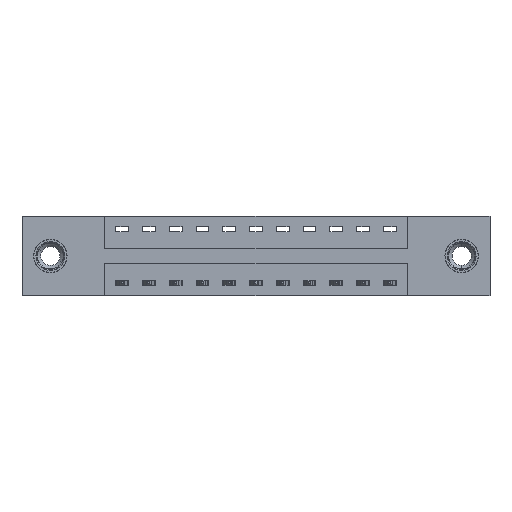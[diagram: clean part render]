
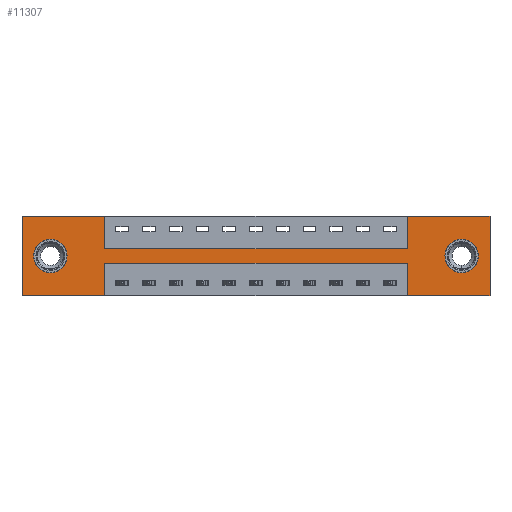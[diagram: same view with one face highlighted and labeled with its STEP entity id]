
A CAD part, front view. The second image highlights one B-rep face of the part: STEP entity #11307.
In plain terms, the highlighted planar face has unit normal (0, -1, 0).
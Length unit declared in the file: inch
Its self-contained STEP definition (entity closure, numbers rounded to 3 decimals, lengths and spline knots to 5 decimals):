
#86 = CARTESIAN_POINT ( 'NONE',  ( 0.3875, 0., 0. ) ) ;
#212 = VERTEX_POINT ( 'NONE', #11013 ) ;
#326 = VERTEX_POINT ( 'NONE', #4597 ) ;
#367 = CARTESIAN_POINT ( 'NONE',  ( 2.185, 0., 0. ) ) ;
#372 = CIRCLE ( 'NONE', #9696, 0.078 ) ;
#422 = DIRECTION ( 'NONE',  ( 0., -1., 0. ) ) ;
#424 = VERTEX_POINT ( 'NONE', #3768 ) ;
#468 = AXIS2_PLACEMENT_3D ( 'NONE', #9254, #1835, #4582 ) ;
#511 = VERTEX_POINT ( 'NONE', #7759 ) ;
#667 = ORIENTED_EDGE ( 'NONE', *, *, #8179, .F. ) ;
#698 = DIRECTION ( 'NONE',  ( 0., 0., -1. ) ) ;
#776 = ORIENTED_EDGE ( 'NONE', *, *, #1582, .T. ) ;
#909 = CARTESIAN_POINT ( 'NONE',  ( 1.7975, 0., -0.15 ) ) ;
#952 = ORIENTED_EDGE ( 'NONE', *, *, #2301, .F. ) ;
#1073 = ORIENTED_EDGE ( 'NONE', *, *, #5795, .T. ) ;
#1139 = ORIENTED_EDGE ( 'NONE', *, *, #10353, .F. ) ;
#1175 = CARTESIAN_POINT ( 'NONE',  ( 2.0525, 0., -0.185 ) ) ;
#1357 = CARTESIAN_POINT ( 'NONE',  ( 2.0525, 0., -0.185 ) ) ;
#1367 = DIRECTION ( 'NONE',  ( 0., 0., -1. ) ) ;
#1368 = CARTESIAN_POINT ( 'NONE',  ( 1.7975, 0., 0. ) ) ;
#1405 = EDGE_CURVE ( 'NONE', #7599, #4365, #5232, .T. ) ;
#1418 = DIRECTION ( 'NONE',  ( -1., 0., 0. ) ) ;
#1453 = CARTESIAN_POINT ( 'NONE',  ( 0.3875, 0., -0.22 ) ) ;
#1582 = EDGE_CURVE ( 'NONE', #511, #4257, #4922, .T. ) ;
#1736 = EDGE_CURVE ( 'NONE', #10826, #7403, #5219, .T. ) ;
#1835 = DIRECTION ( 'NONE',  ( 0., 1., 0. ) ) ;
#1848 = LINE ( 'NONE', #9853, #8483 ) ;
#2047 = EDGE_LOOP ( 'NONE', ( #5888, #8734, #4820, #8989, #952, #1139, #7845, #2807, #667, #4807, #6967, #11927 ) ) ;
#2182 = LINE ( 'NONE', #9208, #7082 ) ;
#2301 = EDGE_CURVE ( 'NONE', #326, #212, #7427, .T. ) ;
#2358 = VERTEX_POINT ( 'NONE', #4011 ) ;
#2600 = EDGE_CURVE ( 'NONE', #8384, #2772, #11980, .T. ) ;
#2665 = VERTEX_POINT ( 'NONE', #10215 ) ;
#2704 = CARTESIAN_POINT ( 'NONE',  ( 0.3875, 0., -0.22 ) ) ;
#2709 = CARTESIAN_POINT ( 'NONE',  ( 0.1325, 0., -0.185 ) ) ;
#2772 = VERTEX_POINT ( 'NONE', #909 ) ;
#2807 = ORIENTED_EDGE ( 'NONE', *, *, #2600, .F. ) ;
#2842 = CARTESIAN_POINT ( 'NONE',  ( 0., 0., 0. ) ) ;
#2891 = CARTESIAN_POINT ( 'NONE',  ( 0.3875, 0., -0.15 ) ) ;
#2995 = VECTOR ( 'NONE', #6899, 39.37008 ) ;
#3254 = DIRECTION ( 'NONE',  ( 0., 0., 1. ) ) ;
#3346 = DIRECTION ( 'NONE',  ( 0., 0., -1. ) ) ;
#3409 = VECTOR ( 'NONE', #8330, 39.37008 ) ;
#3567 = LINE ( 'NONE', #7014, #5918 ) ;
#3617 = EDGE_CURVE ( 'NONE', #2772, #2665, #7375, .T. ) ;
#3650 = CARTESIAN_POINT ( 'NONE',  ( 0.3875, 0., -0.15 ) ) ;
#3660 = DIRECTION ( 'NONE',  ( 0., 0., 1. ) ) ;
#3768 = CARTESIAN_POINT ( 'NONE',  ( 1.7975, 0., -0.37 ) ) ;
#4011 = CARTESIAN_POINT ( 'NONE',  ( 0.3875, 0., -0.37 ) ) ;
#4114 = VECTOR ( 'NONE', #7227, 39.37008 ) ;
#4124 = AXIS2_PLACEMENT_3D ( 'NONE', #1175, #7744, #7700 ) ;
#4256 = DIRECTION ( 'NONE',  ( 0., 1., 0. ) ) ;
#4257 = VERTEX_POINT ( 'NONE', #6261 ) ;
#4335 = ORIENTED_EDGE ( 'NONE', *, *, #8492, .T. ) ;
#4365 = VERTEX_POINT ( 'NONE', #2704 ) ;
#4582 = DIRECTION ( 'NONE',  ( 0., 0., 1. ) ) ;
#4597 = CARTESIAN_POINT ( 'NONE',  ( 2.185, 0., 0. ) ) ;
#4807 = ORIENTED_EDGE ( 'NONE', *, *, #7789, .F. ) ;
#4820 = ORIENTED_EDGE ( 'NONE', *, *, #10600, .F. ) ;
#4841 = VECTOR ( 'NONE', #3254, 39.37008 ) ;
#4896 = VECTOR ( 'NONE', #11722, 39.37008 ) ;
#4922 = CIRCLE ( 'NONE', #468, 0.078 ) ;
#4941 = FACE_OUTER_BOUND ( 'NONE', #2047, .T. ) ;
#5219 = LINE ( 'NONE', #6937, #2995 ) ;
#5232 = LINE ( 'NONE', #1453, #11554 ) ;
#5593 = CIRCLE ( 'NONE', #9652, 0.078 ) ;
#5767 = ORIENTED_EDGE ( 'NONE', *, *, #11579, .T. ) ;
#5795 = EDGE_CURVE ( 'NONE', #4257, #511, #5593, .T. ) ;
#5888 = ORIENTED_EDGE ( 'NONE', *, *, #7089, .F. ) ;
#5918 = VECTOR ( 'NONE', #1367, 39.37008 ) ;
#6147 = PLANE ( 'NONE',  #6943 ) ;
#6261 = CARTESIAN_POINT ( 'NONE',  ( 0.1325, 0., -0.107 ) ) ;
#6507 = EDGE_CURVE ( 'NONE', #2358, #10826, #8450, .T. ) ;
#6555 = CARTESIAN_POINT ( 'NONE',  ( 0., 0., -0.37 ) ) ;
#6647 = LINE ( 'NONE', #10109, #4114 ) ;
#6899 = DIRECTION ( 'NONE',  ( 0., 0., 1. ) ) ;
#6937 = CARTESIAN_POINT ( 'NONE',  ( 0., 0., 0. ) ) ;
#6943 = AXIS2_PLACEMENT_3D ( 'NONE', #11782, #422, #3346 ) ;
#6967 = ORIENTED_EDGE ( 'NONE', *, *, #1736, .F. ) ;
#6997 = CARTESIAN_POINT ( 'NONE',  ( 2.0525, 0., -0.107 ) ) ;
#7014 = CARTESIAN_POINT ( 'NONE',  ( 0.3875, 0., -0.37 ) ) ;
#7039 = CARTESIAN_POINT ( 'NONE',  ( 1.7975, 0., -0.22 ) ) ;
#7082 = VECTOR ( 'NONE', #698, 39.37008 ) ;
#7084 = EDGE_LOOP ( 'NONE', ( #4335, #5767 ) ) ;
#7089 = EDGE_CURVE ( 'NONE', #4365, #2358, #3567, .T. ) ;
#7102 = EDGE_CURVE ( 'NONE', #212, #424, #8001, .T. ) ;
#7227 = DIRECTION ( 'NONE',  ( 1., 0., 0. ) ) ;
#7375 = LINE ( 'NONE', #1368, #4841 ) ;
#7403 = VERTEX_POINT ( 'NONE', #10705 ) ;
#7427 = LINE ( 'NONE', #367, #4896 ) ;
#7599 = VERTEX_POINT ( 'NONE', #7039 ) ;
#7700 = DIRECTION ( 'NONE',  ( 0., 0., -1. ) ) ;
#7744 = DIRECTION ( 'NONE',  ( 0., 1., 0. ) ) ;
#7759 = CARTESIAN_POINT ( 'NONE',  ( 0.1325, 0., -0.263 ) ) ;
#7789 = EDGE_CURVE ( 'NONE', #7403, #10057, #6647, .T. ) ;
#7845 = ORIENTED_EDGE ( 'NONE', *, *, #3617, .F. ) ;
#7875 = VECTOR ( 'NONE', #7971, 39.37008 ) ;
#7971 = DIRECTION ( 'NONE',  ( -1., 0., 0. ) ) ;
#8001 = LINE ( 'NONE', #9805, #3409 ) ;
#8004 = CARTESIAN_POINT ( 'NONE',  ( 0., 0., -0.37 ) ) ;
#8006 = VECTOR ( 'NONE', #11031, 39.37008 ) ;
#8179 = EDGE_CURVE ( 'NONE', #10057, #8384, #2182, .T. ) ;
#8330 = DIRECTION ( 'NONE',  ( -1., 0., 0. ) ) ;
#8360 = VERTEX_POINT ( 'NONE', #12220 ) ;
#8384 = VERTEX_POINT ( 'NONE', #2891 ) ;
#8450 = LINE ( 'NONE', #8004, #7875 ) ;
#8461 = DIRECTION ( 'NONE',  ( 1., 0., 0. ) ) ;
#8483 = VECTOR ( 'NONE', #10857, 39.37008 ) ;
#8492 = EDGE_CURVE ( 'NONE', #11822, #8360, #9567, .T. ) ;
#8734 = ORIENTED_EDGE ( 'NONE', *, *, #1405, .F. ) ;
#8780 = LINE ( 'NONE', #2842, #10864 ) ;
#8989 = ORIENTED_EDGE ( 'NONE', *, *, #7102, .F. ) ;
#9208 = CARTESIAN_POINT ( 'NONE',  ( 0.3875, 0., 0. ) ) ;
#9215 = EDGE_LOOP ( 'NONE', ( #1073, #776 ) ) ;
#9217 = FACE_BOUND ( 'NONE', #9215, .T. ) ;
#9254 = CARTESIAN_POINT ( 'NONE',  ( 0.1325, 0., -0.185 ) ) ;
#9302 = DIRECTION ( 'NONE',  ( 0., 1., 0. ) ) ;
#9567 = CIRCLE ( 'NONE', #4124, 0.078 ) ;
#9652 = AXIS2_PLACEMENT_3D ( 'NONE', #2709, #9302, #3660 ) ;
#9696 = AXIS2_PLACEMENT_3D ( 'NONE', #1357, #4256, #10085 ) ;
#9805 = CARTESIAN_POINT ( 'NONE',  ( 0., 0., -0.37 ) ) ;
#9812 = FACE_BOUND ( 'NONE', #7084, .T. ) ;
#9853 = CARTESIAN_POINT ( 'NONE',  ( 1.7975, 0., -0.37 ) ) ;
#10057 = VERTEX_POINT ( 'NONE', #86 ) ;
#10085 = DIRECTION ( 'NONE',  ( 0., 0., -1. ) ) ;
#10109 = CARTESIAN_POINT ( 'NONE',  ( 0., 0., 0. ) ) ;
#10215 = CARTESIAN_POINT ( 'NONE',  ( 1.7975, 0., 0. ) ) ;
#10353 = EDGE_CURVE ( 'NONE', #2665, #326, #8780, .T. ) ;
#10600 = EDGE_CURVE ( 'NONE', #424, #7599, #1848, .T. ) ;
#10705 = CARTESIAN_POINT ( 'NONE',  ( 0., 0., 0. ) ) ;
#10826 = VERTEX_POINT ( 'NONE', #6555 ) ;
#10857 = DIRECTION ( 'NONE',  ( 0., 0., 1. ) ) ;
#10864 = VECTOR ( 'NONE', #8461, 39.37008 ) ;
#11013 = CARTESIAN_POINT ( 'NONE',  ( 2.185, 0., -0.37 ) ) ;
#11031 = DIRECTION ( 'NONE',  ( 1., 0., 0. ) ) ;
#11307 = ADVANCED_FACE ( 'NONE', ( #9812, #9217, #4941 ), #6147, .T. ) ;
#11554 = VECTOR ( 'NONE', #1418, 39.37008 ) ;
#11579 = EDGE_CURVE ( 'NONE', #8360, #11822, #372, .T. ) ;
#11722 = DIRECTION ( 'NONE',  ( 0., 0., -1. ) ) ;
#11782 = CARTESIAN_POINT ( 'NONE',  ( 0., 0., -0.37 ) ) ;
#11822 = VERTEX_POINT ( 'NONE', #6997 ) ;
#11927 = ORIENTED_EDGE ( 'NONE', *, *, #6507, .F. ) ;
#11980 = LINE ( 'NONE', #3650, #8006 ) ;
#12220 = CARTESIAN_POINT ( 'NONE',  ( 2.0525, 0., -0.263 ) ) ;
